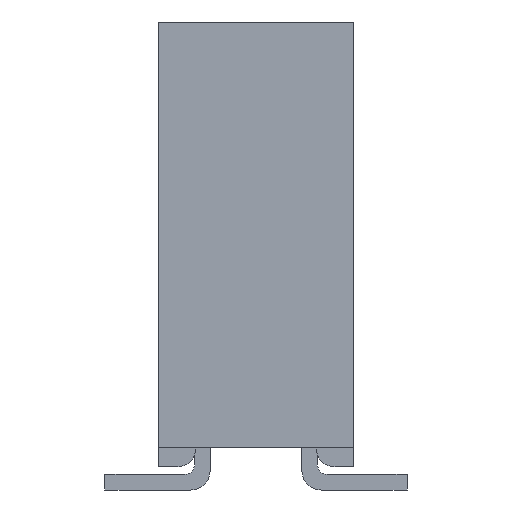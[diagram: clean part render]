
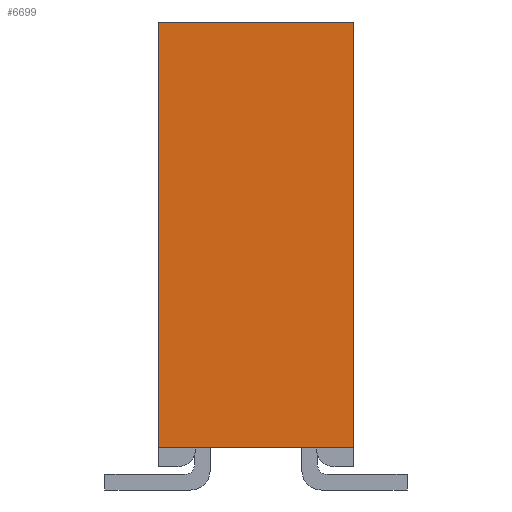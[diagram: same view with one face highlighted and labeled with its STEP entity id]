
A CAD part, left-side view. The second image highlights one B-rep face of the part: STEP entity #6699.
In plain terms, the highlighted planar face has unit normal (-1, 0, 0).
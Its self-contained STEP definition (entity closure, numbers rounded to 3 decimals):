
#6699 = ADVANCED_FACE('',(#6700),#6734,.F.);
#6700 = FACE_BOUND('',#6701,.T.);
#6701 = EDGE_LOOP('',(#6702,#6712,#6720,#6728));
#6702 = ORIENTED_EDGE('',*,*,#6703,.T.);
#6703 = EDGE_CURVE('',#6704,#6706,#6708,.T.);
#6704 = VERTEX_POINT('',#6705);
#6705 = CARTESIAN_POINT('',(-21.082,5.791,-1.27));
#6706 = VERTEX_POINT('',#6707);
#6707 = CARTESIAN_POINT('',(-21.082,0.254,-1.27));
#6708 = LINE('',#6709,#6710);
#6709 = CARTESIAN_POINT('',(-21.082,5.791,-1.27));
#6710 = VECTOR('',#6711,1.);
#6711 = DIRECTION('',(0.,-1.,0.));
#6712 = ORIENTED_EDGE('',*,*,#6713,.T.);
#6713 = EDGE_CURVE('',#6706,#6714,#6716,.T.);
#6714 = VERTEX_POINT('',#6715);
#6715 = CARTESIAN_POINT('',(-21.082,0.254,1.27));
#6716 = LINE('',#6717,#6718);
#6717 = CARTESIAN_POINT('',(-21.082,0.254,-0.787));
#6718 = VECTOR('',#6719,1.);
#6719 = DIRECTION('',(0.,0.,1.));
#6720 = ORIENTED_EDGE('',*,*,#6721,.F.);
#6721 = EDGE_CURVE('',#6722,#6714,#6724,.T.);
#6722 = VERTEX_POINT('',#6723);
#6723 = CARTESIAN_POINT('',(-21.082,5.791,1.27));
#6724 = LINE('',#6725,#6726);
#6725 = CARTESIAN_POINT('',(-21.082,5.791,1.27));
#6726 = VECTOR('',#6727,1.);
#6727 = DIRECTION('',(0.,-1.,0.));
#6728 = ORIENTED_EDGE('',*,*,#6729,.F.);
#6729 = EDGE_CURVE('',#6704,#6722,#6730,.T.);
#6730 = LINE('',#6731,#6732);
#6731 = CARTESIAN_POINT('',(-21.082,5.791,-1.27));
#6732 = VECTOR('',#6733,1.);
#6733 = DIRECTION('',(0.,0.,1.));
#6734 = PLANE('',#6735);
#6735 = AXIS2_PLACEMENT_3D('',#6736,#6737,#6738);
#6736 = CARTESIAN_POINT('',(-21.082,5.791,-1.27));
#6737 = DIRECTION('',(1.,0.,0.));
#6738 = DIRECTION('',(0.,0.,-1.));
